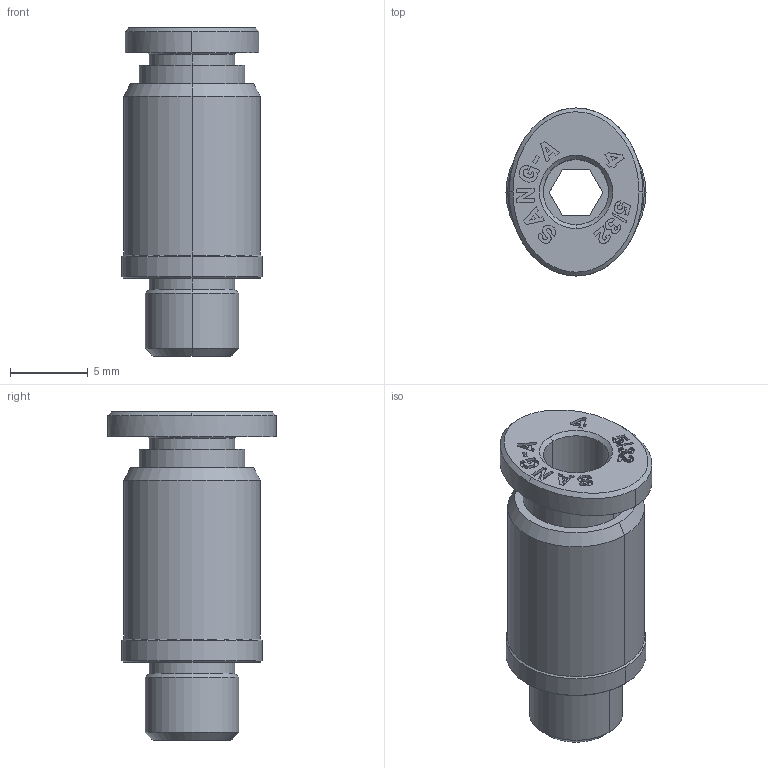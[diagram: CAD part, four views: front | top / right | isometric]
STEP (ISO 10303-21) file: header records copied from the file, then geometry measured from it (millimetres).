
FILE_DESCRIPTION (( 'STEP AP214' ), '1' );
FILE_NAME ('POC04-M6.stp', '2015-10-16T09:06:19', ( '' ), ( '' ), 'SwSTEP 2.0', 'SolidWorks 2015', '' );
FILE_SCHEMA (( 'AUTOMOTIVE_DESIGN' ));
Length unit declared in the file: millimetre
Products named in the file (2): ｦ+ﾃｦ1; POC04-M6
Assembly tree (1 placements, depth 2):
  POC04-M6
    ｦ+ﾃｦ1
Bounding box: 9 x 10.8 x 21.1 mm (x, y, z)
Volume: 805.6 mm3; surface area: 1006.1 mm2
Topology: 1 solids, 1 shells, 411 faces, 1146 edges, 757 vertices
Faces by surface type: plane 340, bspline 30, cylinder 22, cone 17, torus 2
Entity records: 14182 total; most frequent: CARTESIAN_POINT 3435, ORIENTED_EDGE 2292, DIRECTION 1895, EDGE_CURVE 1146, LINE 1003, VECTOR 1003, VERTEX_POINT 757, AXIS2_PLACEMENT_3D 446
